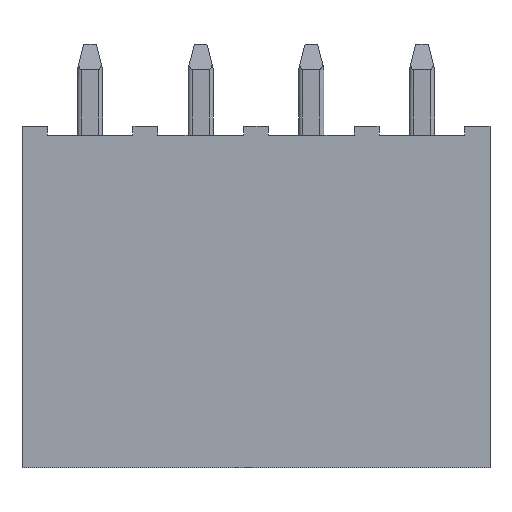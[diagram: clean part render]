
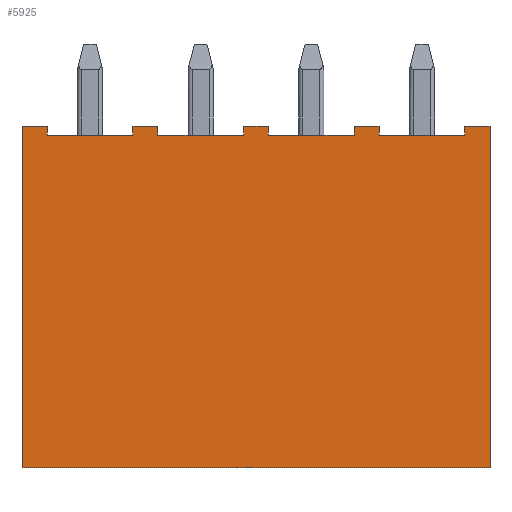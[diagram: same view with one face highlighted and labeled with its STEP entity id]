
A CAD part, left-side view. The second image highlights one B-rep face of the part: STEP entity #5925.
In plain terms, the highlighted planar face has unit normal (-1, 0, 0).
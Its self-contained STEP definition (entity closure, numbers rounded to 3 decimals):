
#1=DIRECTION('',(0.,0.,1.));
#2=VECTOR('',#1,10.8);
#3=CARTESIAN_POINT('',(-5.49,0.,-6.62));
#4=LINE('',#3,#2);
#17=DIRECTION('',(0.,0.,-1.));
#18=VECTOR('',#17,0.28);
#19=CARTESIAN_POINT('',(-5.49,-11.292,4.18));
#20=LINE('',#19,#18);
#21=DIRECTION('',(0.,1.,0.));
#22=VECTOR('',#21,2.717);
#23=CARTESIAN_POINT('',(-5.49,-14.008,3.9));
#24=LINE('',#23,#22);
#25=DIRECTION('',(0.,0.,-1.));
#26=VECTOR('',#25,0.28);
#27=CARTESIAN_POINT('',(-5.49,-14.008,4.18));
#28=LINE('',#27,#26);
#29=DIRECTION('',(0.,-1.,0.));
#30=VECTOR('',#29,14.8);
#31=CARTESIAN_POINT('',(-5.49,0.,-6.62));
#32=LINE('',#31,#30);
#33=DIRECTION('',(0.,0.,-1.));
#34=VECTOR('',#33,0.28);
#35=CARTESIAN_POINT('',(-5.49,-0.792,4.18));
#36=LINE('',#35,#34);
#37=DIRECTION('',(0.,1.,0.));
#38=VECTOR('',#37,2.717);
#39=CARTESIAN_POINT('',(-5.49,-3.508,3.9));
#40=LINE('',#39,#38);
#41=DIRECTION('',(0.,0.,-1.));
#42=VECTOR('',#41,0.28);
#43=CARTESIAN_POINT('',(-5.49,-3.508,4.18));
#44=LINE('',#43,#42);
#45=DIRECTION('',(0.,0.,-1.));
#46=VECTOR('',#45,0.28);
#47=CARTESIAN_POINT('',(-5.49,-4.292,4.18));
#48=LINE('',#47,#46);
#49=DIRECTION('',(0.,1.,0.));
#50=VECTOR('',#49,2.717);
#51=CARTESIAN_POINT('',(-5.49,-7.008,3.9));
#52=LINE('',#51,#50);
#53=DIRECTION('',(0.,0.,-1.));
#54=VECTOR('',#53,0.28);
#55=CARTESIAN_POINT('',(-5.49,-7.008,4.18));
#56=LINE('',#55,#54);
#57=DIRECTION('',(0.,0.,-1.));
#58=VECTOR('',#57,0.28);
#59=CARTESIAN_POINT('',(-5.49,-7.792,4.18));
#60=LINE('',#59,#58);
#61=DIRECTION('',(0.,1.,0.));
#62=VECTOR('',#61,2.717);
#63=CARTESIAN_POINT('',(-5.49,-10.508,3.9));
#64=LINE('',#63,#62);
#65=DIRECTION('',(0.,0.,-1.));
#66=VECTOR('',#65,0.28);
#67=CARTESIAN_POINT('',(-5.49,-10.508,4.18));
#68=LINE('',#67,#66);
#77=DIRECTION('',(0.,-1.,0.));
#78=VECTOR('',#77,0.792);
#79=CARTESIAN_POINT('',(-5.49,0.,4.18));
#80=LINE('',#79,#78);
#85=DIRECTION('',(0.,-1.,0.));
#86=VECTOR('',#85,0.783);
#87=CARTESIAN_POINT('',(-5.49,-3.508,4.18));
#88=LINE('',#87,#86);
#97=DIRECTION('',(0.,-1.,0.));
#98=VECTOR('',#97,0.783);
#99=CARTESIAN_POINT('',(-5.49,-7.008,4.18));
#100=LINE('',#99,#98);
#109=DIRECTION('',(0.,-1.,0.));
#110=VECTOR('',#109,0.783);
#111=CARTESIAN_POINT('',(-5.49,-10.508,4.18));
#112=LINE('',#111,#110);
#121=DIRECTION('',(0.,-1.,0.));
#122=VECTOR('',#121,0.792);
#123=CARTESIAN_POINT('',(-5.49,-14.008,4.18));
#124=LINE('',#123,#122);
#1757=DIRECTION('',(0.,0.,1.));
#1758=VECTOR('',#1757,10.8);
#1759=CARTESIAN_POINT('',(-5.49,-14.8,-6.62));
#1760=LINE('',#1759,#1758);
#4737=CARTESIAN_POINT('',(-5.49,0.,-6.62));
#4738=CARTESIAN_POINT('',(-5.49,0.,4.18));
#4739=VERTEX_POINT('',#4737);
#4740=VERTEX_POINT('',#4738);
#4745=CARTESIAN_POINT('',(-5.49,-14.8,-6.62));
#4746=CARTESIAN_POINT('',(-5.49,-14.8,4.18));
#4747=VERTEX_POINT('',#4745);
#4748=VERTEX_POINT('',#4746);
#4987=CARTESIAN_POINT('',(-5.49,-0.792,4.18));
#4988=CARTESIAN_POINT('',(-5.49,-0.792,3.9));
#4989=VERTEX_POINT('',#4987);
#4990=VERTEX_POINT('',#4988);
#4991=CARTESIAN_POINT('',(-5.49,-3.508,4.18));
#4992=CARTESIAN_POINT('',(-5.49,-3.508,3.9));
#4993=VERTEX_POINT('',#4991);
#4994=VERTEX_POINT('',#4992);
#5003=CARTESIAN_POINT('',(-5.49,-4.292,4.18));
#5004=CARTESIAN_POINT('',(-5.49,-4.292,3.9));
#5005=VERTEX_POINT('',#5003);
#5006=VERTEX_POINT('',#5004);
#5007=CARTESIAN_POINT('',(-5.49,-7.008,4.18));
#5008=CARTESIAN_POINT('',(-5.49,-7.008,3.9));
#5009=VERTEX_POINT('',#5007);
#5010=VERTEX_POINT('',#5008);
#5019=CARTESIAN_POINT('',(-5.49,-7.792,4.18));
#5020=CARTESIAN_POINT('',(-5.49,-7.792,3.9));
#5021=VERTEX_POINT('',#5019);
#5022=VERTEX_POINT('',#5020);
#5023=CARTESIAN_POINT('',(-5.49,-10.508,4.18));
#5024=CARTESIAN_POINT('',(-5.49,-10.508,3.9));
#5025=VERTEX_POINT('',#5023);
#5026=VERTEX_POINT('',#5024);
#5035=CARTESIAN_POINT('',(-5.49,-11.292,4.18));
#5036=CARTESIAN_POINT('',(-5.49,-11.292,3.9));
#5037=VERTEX_POINT('',#5035);
#5038=VERTEX_POINT('',#5036);
#5039=CARTESIAN_POINT('',(-5.49,-14.008,4.18));
#5040=CARTESIAN_POINT('',(-5.49,-14.008,3.9));
#5041=VERTEX_POINT('',#5039);
#5042=VERTEX_POINT('',#5040);
#5879=CARTESIAN_POINT('',(-5.49,0.,-6.62));
#5880=DIRECTION('',(-1.,0.,0.));
#5881=DIRECTION('',(0.,0.,1.));
#5882=AXIS2_PLACEMENT_3D('',#5879,#5880,#5881);
#5883=PLANE('',#5882);
#5885=ORIENTED_EDGE('',*,*,#5884,.T.);
#5887=ORIENTED_EDGE('',*,*,#5886,.F.);
#5889=ORIENTED_EDGE('',*,*,#5888,.F.);
#5891=ORIENTED_EDGE('',*,*,#5890,.T.);
#5893=ORIENTED_EDGE('',*,*,#5892,.F.);
#5895=ORIENTED_EDGE('',*,*,#5894,.F.);
#5896=ORIENTED_EDGE('',*,*,#5868,.T.);
#5898=ORIENTED_EDGE('',*,*,#5897,.T.);
#5900=ORIENTED_EDGE('',*,*,#5899,.T.);
#5902=ORIENTED_EDGE('',*,*,#5901,.F.);
#5904=ORIENTED_EDGE('',*,*,#5903,.F.);
#5906=ORIENTED_EDGE('',*,*,#5905,.T.);
#5908=ORIENTED_EDGE('',*,*,#5907,.T.);
#5910=ORIENTED_EDGE('',*,*,#5909,.F.);
#5912=ORIENTED_EDGE('',*,*,#5911,.F.);
#5914=ORIENTED_EDGE('',*,*,#5913,.T.);
#5916=ORIENTED_EDGE('',*,*,#5915,.T.);
#5918=ORIENTED_EDGE('',*,*,#5917,.F.);
#5920=ORIENTED_EDGE('',*,*,#5919,.F.);
#5922=ORIENTED_EDGE('',*,*,#5921,.T.);
#5923=EDGE_LOOP('',(#5885,#5887,#5889,#5891,#5893,#5895,#5896,#5898,#5900,#5902,
#5904,#5906,#5908,#5910,#5912,#5914,#5916,#5918,#5920,#5922));
#5924=FACE_OUTER_BOUND('',#5923,.F.);
#5925=ADVANCED_FACE('',(#5924),#5883,.T.);
#5868=EDGE_CURVE('',#4739,#4740,#4,.T.);
#5884=EDGE_CURVE('',#5037,#5038,#20,.T.);
#5886=EDGE_CURVE('',#5042,#5038,#24,.T.);
#5888=EDGE_CURVE('',#5041,#5042,#28,.T.);
#5890=EDGE_CURVE('',#5041,#4748,#124,.T.);
#5892=EDGE_CURVE('',#4747,#4748,#1760,.T.);
#5894=EDGE_CURVE('',#4739,#4747,#32,.T.);
#5897=EDGE_CURVE('',#4740,#4989,#80,.T.);
#5899=EDGE_CURVE('',#4989,#4990,#36,.T.);
#5901=EDGE_CURVE('',#4994,#4990,#40,.T.);
#5903=EDGE_CURVE('',#4993,#4994,#44,.T.);
#5905=EDGE_CURVE('',#4993,#5005,#88,.T.);
#5907=EDGE_CURVE('',#5005,#5006,#48,.T.);
#5909=EDGE_CURVE('',#5010,#5006,#52,.T.);
#5911=EDGE_CURVE('',#5009,#5010,#56,.T.);
#5913=EDGE_CURVE('',#5009,#5021,#100,.T.);
#5915=EDGE_CURVE('',#5021,#5022,#60,.T.);
#5917=EDGE_CURVE('',#5026,#5022,#64,.T.);
#5919=EDGE_CURVE('',#5025,#5026,#68,.T.);
#5921=EDGE_CURVE('',#5025,#5037,#112,.T.);
